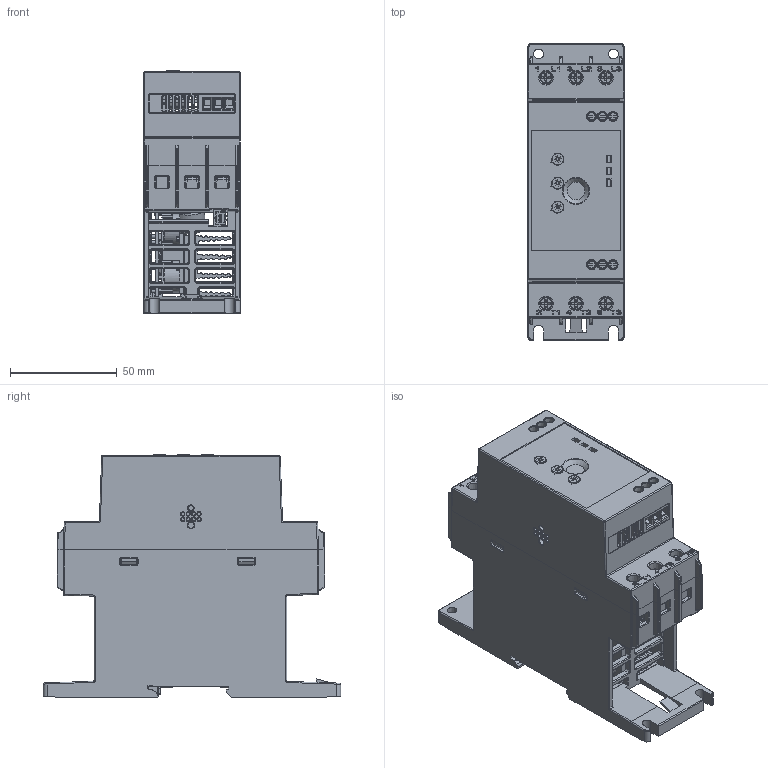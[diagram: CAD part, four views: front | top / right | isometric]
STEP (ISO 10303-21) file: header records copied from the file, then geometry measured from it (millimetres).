
FILE_DESCRIPTION(/* description */ (''),/* implementation_level */ '2;1');
FILE_NAME(/* name */ 'FILE_STP_CAD_DRAWING_3D_ADXNB_6-18A_prt.stp',/* time_stamp */ '2021-10-22T11:48:30+02:00',/* author */ (''),/* organization */ (''),/* preprocessor_version */ 'ST-DEVELOPER v16.7',/* originating_system */ 'SIEMENS PLM Software NX 12.0',/* authorisation */ '');
FILE_SCHEMA (('AUTOMOTIVE_DESIGN { 1 0 10303 214 3 1 1 1 }'));
Products named in the file (1): 3D_ADXNB_6-18A
Bounding box: 45 x 139 x 113.4 mm (x, y, z)
Surface area: 131467.8 mm2 (no closed solid volume)
Topology: 0 solids, 147 shells, 2624 faces, 9256 edges, 6614 vertices
Faces by surface type: plane 1190, cylinder 758, bspline 293, torus 209, cone 110, sphere 40, extrusion 24
Full cylindrical faces by diameter (mm): 0.8 x1, 1.2 x1, 1.5 x2, 1.6 x4, 2 x1, 4 x2, 13 x2, 14.5 x1, 15 x4, 15.5 x2
Entity records: 106089 total; most frequent: CARTESIAN_POINT 28434, DIRECTION 15688, ORIENTED_EDGE 14583, EDGE_CURVE 9060, VERTEX_POINT 6547, VECTOR 5442, LINE 5418, AXIS2_PLACEMENT_3D 5123
